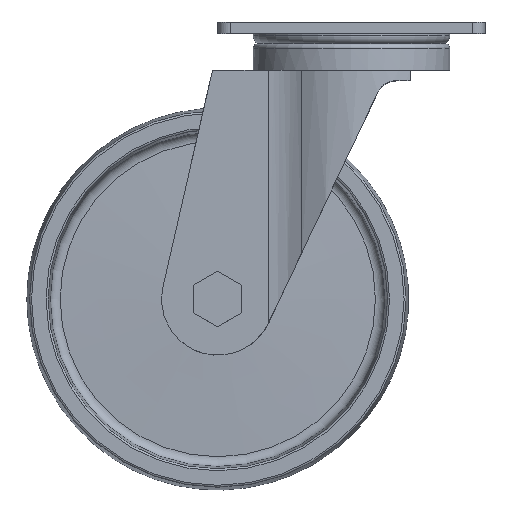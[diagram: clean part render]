
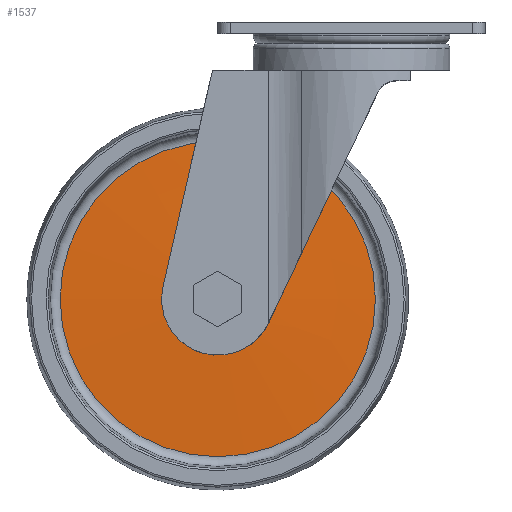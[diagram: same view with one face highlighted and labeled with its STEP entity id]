
A CAD part, top view. The second image highlights one B-rep face of the part: STEP entity #1537.
In plain terms, the highlighted conical face has half-angle 88 degrees and reference radius 82.543 mm.
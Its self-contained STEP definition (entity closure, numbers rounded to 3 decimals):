
#25=CONICAL_SURFACE('',#1717,82.543,1.536);
#731=ORIENTED_EDGE('',*,*,#939,.T.);
#732=ORIENTED_EDGE('',*,*,#938,.F.);
#938=EDGE_CURVE('',#1083,#1083,#1154,.T.);
#939=EDGE_CURVE('',#1084,#1084,#1155,.T.);
#1083=VERTEX_POINT('',#2643);
#1084=VERTEX_POINT('',#2646);
#1154=CIRCLE('',#1716,82.543);
#1155=CIRCLE('',#1718,23.724);
#1282=EDGE_LOOP('',(#731));
#1283=EDGE_LOOP('',(#732));
#1414=FACE_BOUND('',#1282,.T.);
#1415=FACE_BOUND('',#1283,.T.);
#1537=ADVANCED_FACE('',(#1414,#1415),#25,.T.);
#1716=AXIS2_PLACEMENT_3D('',#2642,#2168,#2169);
#1717=AXIS2_PLACEMENT_3D('',#2644,#2170,#2171);
#1718=AXIS2_PLACEMENT_3D('',#2645,#2172,#2173);
#2168=DIRECTION('',(0.,0.,-1.));
#2169=DIRECTION('',(-1.,0.,0.));
#2170=DIRECTION('',(0.,0.,-1.));
#2171=DIRECTION('',(-1.,0.,0.));
#2172=DIRECTION('',(0.,0.,-1.));
#2173=DIRECTION('',(-1.,0.,0.));
#2642=CARTESIAN_POINT('',(0.,0.,5.566));
#2643=CARTESIAN_POINT('',(-82.543,0.,5.566));
#2644=CARTESIAN_POINT('',(0.,0.,5.566));
#2645=CARTESIAN_POINT('',(0.,0.,7.62));
#2646=CARTESIAN_POINT('',(-23.724,0.,7.62));
